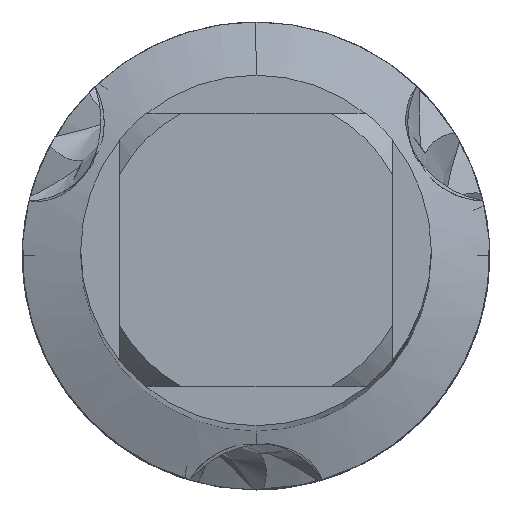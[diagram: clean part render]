
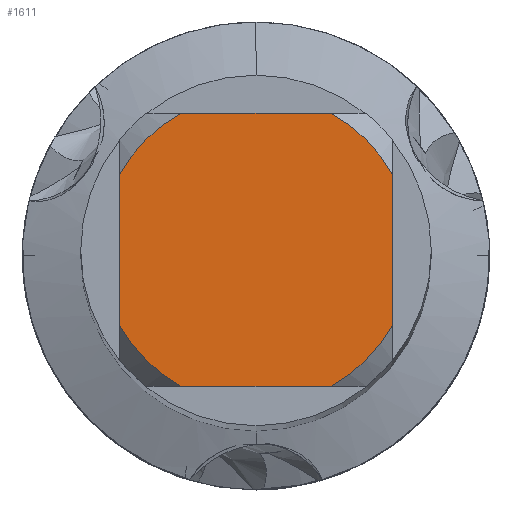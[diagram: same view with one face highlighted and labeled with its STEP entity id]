
A CAD part, top view. The second image highlights one B-rep face of the part: STEP entity #1611.
In plain terms, the highlighted planar face has unit normal (0, 0, 1).
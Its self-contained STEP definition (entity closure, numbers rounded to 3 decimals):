
#1419=VERTEX_POINT('',#3984);
#1591=VERTEX_POINT('',#4168);
#1593=EDGE_CURVE('',#1591,#1731,#4170,.T.);
#1611=ADVANCED_FACE('',(#4189),#4190,.T.);
#1731=VERTEX_POINT('',#4322);
#2279=EDGE_CURVE('',#2345,#3701,#4918,.T.);
#2313=EDGE_CURVE('',#2345,#1419,#4955,.T.);
#2345=VERTEX_POINT('',#4987);
#2477=VERTEX_POINT('',#5131);
#2525=EDGE_CURVE('',#1591,#1419,#5188,.T.);
#2609=EDGE_CURVE('',#2477,#3107,#5281,.T.);
#2731=EDGE_CURVE('',#2477,#1731,#5417,.T.);
#2811=VERTEX_POINT('',#5500);
#3107=VERTEX_POINT('',#5824);
#3485=EDGE_CURVE('',#2811,#3107,#6235,.T.);
#3503=EDGE_CURVE('',#2811,#3701,#6254,.T.);
#3701=VERTEX_POINT('',#6469);
#3984=CARTESIAN_POINT('',(-1.936,3.5,0.0));
#4168=CARTESIAN_POINT('',(-3.5,1.936,0.0));
#4170=LINE('',#7602,#7603);
#4189=FACE_OUTER_BOUND('',#7665,.T.);
#4190=PLANE('',#7666);
#4322=CARTESIAN_POINT('',(-3.5,-1.936,0.0));
#4918=CIRCLE('',#9569,4.0);
#4955=LINE('',#9633,#9634);
#4987=CARTESIAN_POINT('',(1.936,3.5,0.0));
#5131=CARTESIAN_POINT('',(-1.936,-3.5,0.0));
#5188=CIRCLE('',#10675,4.0);
#5281=LINE('',#10958,#10959);
#5417=CIRCLE('',#11281,4.0);
#5500=CARTESIAN_POINT('',(3.5,-1.936,0.0));
#5824=CARTESIAN_POINT('',(1.936,-3.5,0.0));
#6235=CIRCLE('',#13051,4.0);
#6254=LINE('',#13116,#13117);
#6469=CARTESIAN_POINT('',(3.5,1.936,0.0));
#7602=CARTESIAN_POINT('',(-3.5,1.0,0.0));
#7603=VECTOR('',#14935,1.0);
#7665=EDGE_LOOP('',(#14949,#14950,#14951,#14952,#14953,#14954,#14955,#14956));
#7666=AXIS2_PLACEMENT_3D('',#14957,#14958,#14959);
#9569=AXIS2_PLACEMENT_3D('',#15765,#15766,#15767);
#9633=CARTESIAN_POINT('',(0.0,3.5,0.0));
#9634=VECTOR('',#15804,1.0);
#10675=AXIS2_PLACEMENT_3D('',#16113,#16114,#16115);
#10958=CARTESIAN_POINT('',(0.0,-3.5,0.0));
#10959=VECTOR('',#16214,1.0);
#11281=AXIS2_PLACEMENT_3D('',#16378,#16379,#16380);
#13051=AXIS2_PLACEMENT_3D('',#17213,#17214,#17215);
#13116=CARTESIAN_POINT('',(3.5,1.0,0.0));
#13117=VECTOR('',#17229,1.0);
#14935=DIRECTION('',(-0.0,-1.0,0.0));
#14949=ORIENTED_EDGE('',*,*,#1593,.T.);
#14950=ORIENTED_EDGE('',*,*,#2731,.F.);
#14951=ORIENTED_EDGE('',*,*,#2609,.T.);
#14952=ORIENTED_EDGE('',*,*,#3485,.F.);
#14953=ORIENTED_EDGE('',*,*,#3503,.T.);
#14954=ORIENTED_EDGE('',*,*,#2279,.F.);
#14955=ORIENTED_EDGE('',*,*,#2313,.T.);
#14956=ORIENTED_EDGE('',*,*,#2525,.F.);
#14957=CARTESIAN_POINT('',(0.0,2.0,0.0));
#14958=DIRECTION('',(-0.0,0.0,1.0));
#14959=DIRECTION('',(0.0,-1.0,0.0));
#15765=CARTESIAN_POINT('',(0.0,0.0,0.0));
#15766=DIRECTION('',(0.0,0.0,-1.0));
#15767=DIRECTION('',(0.0,1.0,0.0));
#15804=DIRECTION('',(-1.0,0.0,0.0));
#16113=CARTESIAN_POINT('',(0.0,0.0,0.0));
#16114=DIRECTION('',(0.0,0.0,-1.0));
#16115=DIRECTION('',(0.0,1.0,0.0));
#16214=DIRECTION('',(1.0,0.0,0.0));
#16378=CARTESIAN_POINT('',(0.0,0.0,0.0));
#16379=DIRECTION('',(0.0,0.0,-1.0));
#16380=DIRECTION('',(0.0,1.0,0.0));
#17213=CARTESIAN_POINT('',(0.0,0.0,0.0));
#17214=DIRECTION('',(0.0,0.0,-1.0));
#17215=DIRECTION('',(0.0,1.0,0.0));
#17229=DIRECTION('',(-0.0,1.0,0.0));
